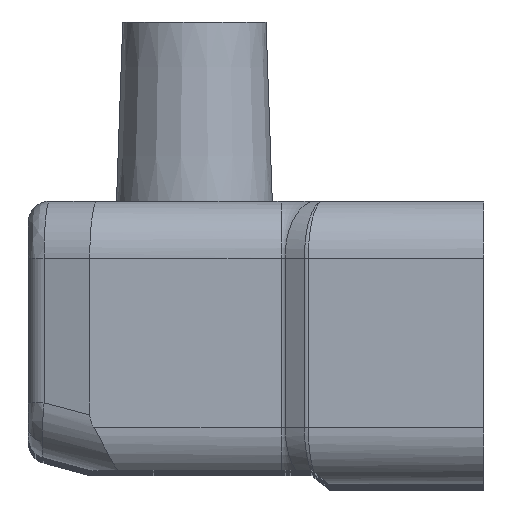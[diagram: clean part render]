
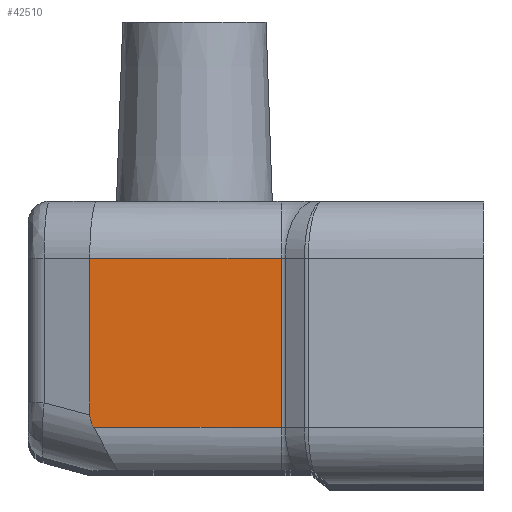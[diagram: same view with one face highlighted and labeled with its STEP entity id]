
A CAD part, top view. The second image highlights one B-rep face of the part: STEP entity #42510.
In plain terms, the highlighted planar face has unit normal (0, 0, 1).
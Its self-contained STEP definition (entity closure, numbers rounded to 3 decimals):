
#57 = CARTESIAN_POINT ( 'NONE',  ( -7.3, 15.8, 8.35 ) ) ;
#136 = CARTESIAN_POINT ( 'NONE',  ( 6.051, 15.8, 8.35 ) ) ;
#651 = LINE ( 'NONE', #45140, #31872 ) ;
#2355 = VECTOR ( 'NONE', #48741, 1000. ) ;
#2774 = VERTEX_POINT ( 'NONE', #10760 ) ;
#3145 = PLANE ( 'NONE',  #34803 ) ;
#4946 = EDGE_LOOP ( 'NONE', ( #10485, #6160, #48839, #25594, #27944 ) ) ;
#6160 = ORIENTED_EDGE ( 'NONE', *, *, #55399, .T. ) ;
#6794 = VERTEX_POINT ( 'NONE', #136 ) ;
#7223 = CARTESIAN_POINT ( 'NONE',  ( 6.2, 19.8, 8.35 ) ) ;
#10485 = ORIENTED_EDGE ( 'NONE', *, *, #20692, .T. ) ;
#10760 = CARTESIAN_POINT ( 'NONE',  ( 6.051, 4., 8.35 ) ) ;
#10983 = FACE_OUTER_BOUND ( 'NONE', #4946, .T. ) ;
#11936 = EDGE_CURVE ( 'NONE', #2774, #6794, #35655, .T. ) ;
#12951 = CARTESIAN_POINT ( 'NONE',  ( 6.051, 19.8, 8.35 ) ) ;
#13231 = CARTESIAN_POINT ( 'NONE',  ( -7.3, 15.8, 8.35 ) ) ;
#15012 = EDGE_CURVE ( 'NONE', #35436, #2774, #651, .T. ) ;
#17781 = EDGE_CURVE ( 'NONE', #6794, #27651, #30435, .T. ) ;
#20692 = EDGE_CURVE ( 'NONE', #27651, #49469, #24217, .T. ) ;
#21575 = CARTESIAN_POINT ( 'NONE',  ( -7.013, 4., 8.35 ) ) ;
#21624 =( BOUNDED_CURVE ( )  B_SPLINE_CURVE ( 3, ( #35685, #26916, #53393, #22833 ),
 .UNSPECIFIED., .F., .T. ) 
 B_SPLINE_CURVE_WITH_KNOTS ( ( 4, 4 ),
 ( 3.209, 3.402 ),
 .UNSPECIFIED. ) 
 CURVE ( )  GEOMETRIC_REPRESENTATION_ITEM ( )  RATIONAL_B_SPLINE_CURVE ( ( 1., 0.997, 0.997, 1. ) ) 
 REPRESENTATION_ITEM ( '' )  );
#22833 = CARTESIAN_POINT ( 'NONE',  ( -7.013, 4., 8.35 ) ) ;
#24217 = LINE ( 'NONE', #41973, #53601 ) ;
#25594 = ORIENTED_EDGE ( 'NONE', *, *, #11936, .T. ) ;
#26916 = CARTESIAN_POINT ( 'NONE',  ( -7.3, 4.598, 8.35 ) ) ;
#27138 = CARTESIAN_POINT ( 'NONE',  ( -7.3, 4.864, 8.35 ) ) ;
#27651 = VERTEX_POINT ( 'NONE', #57 ) ;
#27944 = ORIENTED_EDGE ( 'NONE', *, *, #17781, .T. ) ;
#28557 = VECTOR ( 'NONE', #48453, 1000. ) ;
#29024 = DIRECTION ( 'NONE',  ( 0., 0., -1. ) ) ;
#30435 = LINE ( 'NONE', #13231, #2355 ) ;
#31872 = VECTOR ( 'NONE', #35569, 1000. ) ;
#34803 = AXIS2_PLACEMENT_3D ( 'NONE', #7223, #29024, #38350 ) ;
#35436 = VERTEX_POINT ( 'NONE', #21575 ) ;
#35569 = DIRECTION ( 'NONE',  ( 1., 0., 0. ) ) ;
#35655 = LINE ( 'NONE', #12951, #28557 ) ;
#35685 = CARTESIAN_POINT ( 'NONE',  ( -7.3, 4.864, 8.35 ) ) ;
#38350 = DIRECTION ( 'NONE',  ( -1., 0., 0. ) ) ;
#41973 = CARTESIAN_POINT ( 'NONE',  ( -7.3, 19.8, 8.35 ) ) ;
#42510 = ADVANCED_FACE ( 'NONE', ( #10983 ), #3145, .F. ) ;
#45140 = CARTESIAN_POINT ( 'NONE',  ( 6.2, 4., 8.35 ) ) ;
#48453 = DIRECTION ( 'NONE',  ( 0., 1., 0. ) ) ;
#48741 = DIRECTION ( 'NONE',  ( -1., 0., 0. ) ) ;
#48839 = ORIENTED_EDGE ( 'NONE', *, *, #15012, .T. ) ;
#49469 = VERTEX_POINT ( 'NONE', #27138 ) ;
#53393 = CARTESIAN_POINT ( 'NONE',  ( -7.204, 4.309, 8.35 ) ) ;
#53601 = VECTOR ( 'NONE', #55624, 1000. ) ;
#55399 = EDGE_CURVE ( 'NONE', #49469, #35436, #21624, .T. ) ;
#55624 = DIRECTION ( 'NONE',  ( 0., -1., 0. ) ) ;
